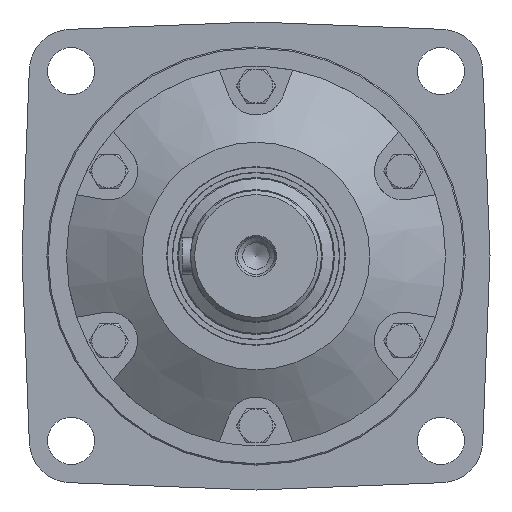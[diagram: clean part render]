
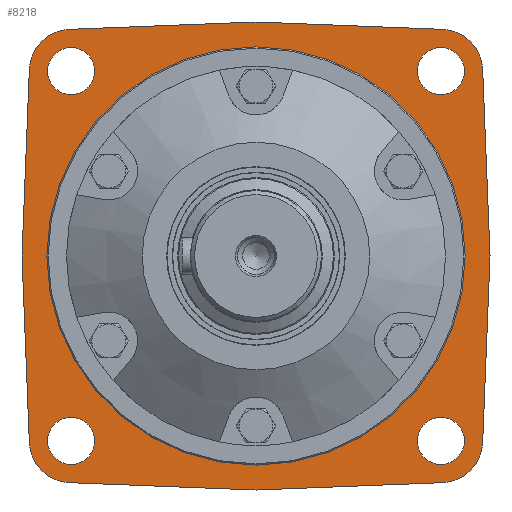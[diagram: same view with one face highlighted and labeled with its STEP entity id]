
A CAD part, left-side view. The second image highlights one B-rep face of the part: STEP entity #8218.
In plain terms, the highlighted planar face has unit normal (-1, 0, 0).
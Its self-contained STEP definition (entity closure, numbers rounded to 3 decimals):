
#950=LINE('',#13973,#1530);
#951=LINE('',#13978,#1531);
#952=LINE('',#13980,#1532);
#953=LINE('',#13984,#1533);
#954=LINE('',#13986,#1534);
#955=LINE('',#13990,#1535);
#956=LINE('',#13992,#1536);
#957=LINE('',#13996,#1537);
#1530=VECTOR('',#11195,1000.);
#1531=VECTOR('',#11198,1000.);
#1532=VECTOR('',#11199,1000.);
#1533=VECTOR('',#11202,1000.);
#1534=VECTOR('',#11203,1000.);
#1535=VECTOR('',#11206,1000.);
#1536=VECTOR('',#11207,1000.);
#1537=VECTOR('',#11210,1000.);
#3116=ORIENTED_EDGE('',*,*,#4725,.T.);
#3117=ORIENTED_EDGE('',*,*,#4726,.T.);
#3118=ORIENTED_EDGE('',*,*,#4727,.T.);
#3119=ORIENTED_EDGE('',*,*,#4728,.T.);
#3120=ORIENTED_EDGE('',*,*,#4729,.T.);
#3121=ORIENTED_EDGE('',*,*,#4730,.F.);
#3122=ORIENTED_EDGE('',*,*,#4731,.F.);
#3123=ORIENTED_EDGE('',*,*,#4732,.F.);
#3124=ORIENTED_EDGE('',*,*,#4733,.F.);
#3125=ORIENTED_EDGE('',*,*,#4734,.F.);
#3126=ORIENTED_EDGE('',*,*,#4735,.F.);
#3127=ORIENTED_EDGE('',*,*,#4736,.F.);
#3128=ORIENTED_EDGE('',*,*,#4737,.F.);
#3129=ORIENTED_EDGE('',*,*,#4738,.F.);
#3130=ORIENTED_EDGE('',*,*,#4739,.F.);
#3131=ORIENTED_EDGE('',*,*,#4740,.F.);
#3132=ORIENTED_EDGE('',*,*,#4741,.F.);
#4725=EDGE_CURVE('',#5618,#5618,#6055,.T.);
#4726=EDGE_CURVE('',#5619,#5619,#6056,.T.);
#4727=EDGE_CURVE('',#5620,#5620,#6057,.T.);
#4728=EDGE_CURVE('',#5621,#5621,#6058,.T.);
#4729=EDGE_CURVE('',#5622,#5622,#6059,.T.);
#4730=EDGE_CURVE('',#5623,#5624,#950,.T.);
#4731=EDGE_CURVE('',#5625,#5623,#6060,.T.);
#4732=EDGE_CURVE('',#5626,#5625,#951,.T.);
#4733=EDGE_CURVE('',#5627,#5626,#952,.T.);
#4734=EDGE_CURVE('',#5628,#5627,#6061,.T.);
#4735=EDGE_CURVE('',#5629,#5628,#953,.T.);
#4736=EDGE_CURVE('',#5630,#5629,#954,.T.);
#4737=EDGE_CURVE('',#5631,#5630,#6062,.T.);
#4738=EDGE_CURVE('',#5632,#5631,#955,.T.);
#4739=EDGE_CURVE('',#5633,#5632,#956,.T.);
#4740=EDGE_CURVE('',#5634,#5633,#6063,.T.);
#4741=EDGE_CURVE('',#5624,#5634,#957,.T.);
#5618=VERTEX_POINT('',#13964);
#5619=VERTEX_POINT('',#13966);
#5620=VERTEX_POINT('',#13968);
#5621=VERTEX_POINT('',#13970);
#5622=VERTEX_POINT('',#13972);
#5623=VERTEX_POINT('',#13974);
#5624=VERTEX_POINT('',#13975);
#5625=VERTEX_POINT('',#13977);
#5626=VERTEX_POINT('',#13979);
#5627=VERTEX_POINT('',#13981);
#5628=VERTEX_POINT('',#13983);
#5629=VERTEX_POINT('',#13985);
#5630=VERTEX_POINT('',#13987);
#5631=VERTEX_POINT('',#13989);
#5632=VERTEX_POINT('',#13991);
#5633=VERTEX_POINT('',#13993);
#5634=VERTEX_POINT('',#13995);
#6055=CIRCLE('',#9114,80.);
#6056=CIRCLE('',#9115,9.);
#6057=CIRCLE('',#9116,9.);
#6058=CIRCLE('',#9117,9.);
#6059=CIRCLE('',#9118,9.);
#6060=CIRCLE('',#9119,16.);
#6061=CIRCLE('',#9120,16.);
#6062=CIRCLE('',#9121,16.);
#6063=CIRCLE('',#9122,16.);
#6621=EDGE_LOOP('',(#3116));
#6622=EDGE_LOOP('',(#3117));
#6623=EDGE_LOOP('',(#3118));
#6624=EDGE_LOOP('',(#3119));
#6625=EDGE_LOOP('',(#3120));
#6626=EDGE_LOOP('',(#3121,#3122,#3123,#3124,#3125,#3126,#3127,#3128,#3129,
#3130,#3131,#3132));
#7336=FACE_BOUND('',#6621,.T.);
#7337=FACE_BOUND('',#6622,.T.);
#7338=FACE_BOUND('',#6623,.T.);
#7339=FACE_BOUND('',#6624,.T.);
#7340=FACE_BOUND('',#6625,.T.);
#7341=FACE_BOUND('',#6626,.T.);
#7780=PLANE('',#9113);
#8218=ADVANCED_FACE('',(#7336,#7337,#7338,#7339,#7340,#7341),#7780,.T.);
#9113=AXIS2_PLACEMENT_3D('',#13962,#11183,#11184);
#9114=AXIS2_PLACEMENT_3D('',#13963,#11185,#11186);
#9115=AXIS2_PLACEMENT_3D('',#13965,#11187,#11188);
#9116=AXIS2_PLACEMENT_3D('',#13967,#11189,#11190);
#9117=AXIS2_PLACEMENT_3D('',#13969,#11191,#11192);
#9118=AXIS2_PLACEMENT_3D('',#13971,#11193,#11194);
#9119=AXIS2_PLACEMENT_3D('',#13976,#11196,#11197);
#9120=AXIS2_PLACEMENT_3D('',#13982,#11200,#11201);
#9121=AXIS2_PLACEMENT_3D('',#13988,#11204,#11205);
#9122=AXIS2_PLACEMENT_3D('',#13994,#11208,#11209);
#11183=DIRECTION('',(-1.,0.,0.));
#11184=DIRECTION('',(0.,0.,1.));
#11185=DIRECTION('',(1.,0.,0.));
#11186=DIRECTION('',(0.,0.,-1.));
#11187=DIRECTION('',(1.,0.,0.));
#11188=DIRECTION('',(0.,0.,-1.));
#11189=DIRECTION('',(1.,0.,0.));
#11190=DIRECTION('',(0.,0.,-1.));
#11191=DIRECTION('',(1.,0.,0.));
#11192=DIRECTION('',(0.,0.,-1.));
#11193=DIRECTION('',(1.,0.,0.));
#11194=DIRECTION('',(0.,0.,-1.));
#11195=DIRECTION('',(0.,-0.999,0.039));
#11196=DIRECTION('',(1.,0.,0.));
#11197=DIRECTION('',(0.,0.,-1.));
#11198=DIRECTION('',(0.,-0.039,0.999));
#11199=DIRECTION('',(0.,0.039,0.999));
#11200=DIRECTION('',(1.,0.,0.));
#11201=DIRECTION('',(0.,0.,-1.));
#11202=DIRECTION('',(0.,0.999,0.039));
#11203=DIRECTION('',(0.,0.999,-0.039));
#11204=DIRECTION('',(1.,0.,0.));
#11205=DIRECTION('',(0.,0.,-1.));
#11206=DIRECTION('',(0.,0.039,-0.999));
#11207=DIRECTION('',(0.,-0.039,-0.999));
#11208=DIRECTION('',(1.,0.,0.));
#11209=DIRECTION('',(0.,0.,-1.));
#11210=DIRECTION('',(0.,-0.999,-0.039));
#13962=CARTESIAN_POINT('',(39.,86.24,0.));
#13963=CARTESIAN_POINT('',(39.,0.,0.));
#13964=CARTESIAN_POINT('',(39.,0.,-80.));
#13965=CARTESIAN_POINT('',(39.,-70.711,70.711));
#13966=CARTESIAN_POINT('',(39.,-70.711,61.711));
#13967=CARTESIAN_POINT('',(39.,70.711,70.711));
#13968=CARTESIAN_POINT('',(39.,70.711,61.711));
#13969=CARTESIAN_POINT('',(39.,-70.711,-70.711));
#13970=CARTESIAN_POINT('',(39.,-70.711,-79.711));
#13971=CARTESIAN_POINT('',(39.,70.711,-70.711));
#13972=CARTESIAN_POINT('',(39.,70.711,-79.711));
#13973=CARTESIAN_POINT('',(39.,71.338,86.697));
#13974=CARTESIAN_POINT('',(39.,71.338,86.697));
#13975=CARTESIAN_POINT('',(39.,0.,89.5));
#13976=CARTESIAN_POINT('',(39.,70.709,70.709));
#13977=CARTESIAN_POINT('',(39.,86.697,71.338));
#13978=CARTESIAN_POINT('',(39.,89.5,0.));
#13979=CARTESIAN_POINT('',(39.,89.5,0.));
#13980=CARTESIAN_POINT('',(39.,86.697,-71.338));
#13981=CARTESIAN_POINT('',(39.,86.697,-71.338));
#13982=CARTESIAN_POINT('',(39.,70.709,-70.709));
#13983=CARTESIAN_POINT('',(39.,71.338,-86.697));
#13984=CARTESIAN_POINT('',(39.,0.,-89.5));
#13985=CARTESIAN_POINT('',(39.,0.,-89.5));
#13986=CARTESIAN_POINT('',(39.,-71.338,-86.697));
#13987=CARTESIAN_POINT('',(39.,-71.338,-86.697));
#13988=CARTESIAN_POINT('',(39.,-70.709,-70.709));
#13989=CARTESIAN_POINT('',(39.,-86.697,-71.338));
#13990=CARTESIAN_POINT('',(39.,-89.5,0.));
#13991=CARTESIAN_POINT('',(39.,-89.5,0.));
#13992=CARTESIAN_POINT('',(39.,-86.697,71.338));
#13993=CARTESIAN_POINT('',(39.,-86.697,71.338));
#13994=CARTESIAN_POINT('',(39.,-70.709,70.709));
#13995=CARTESIAN_POINT('',(39.,-71.338,86.697));
#13996=CARTESIAN_POINT('',(39.,0.,89.5));
